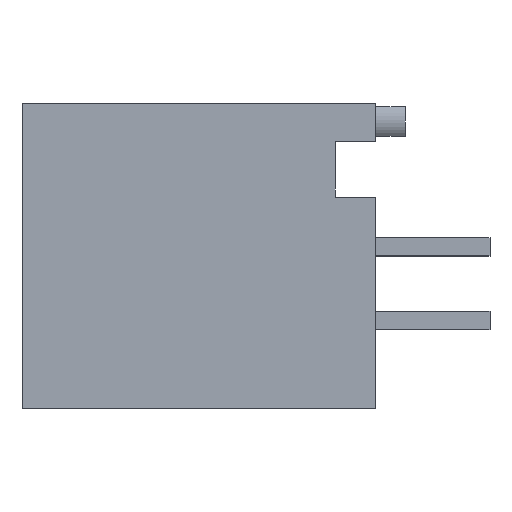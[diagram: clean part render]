
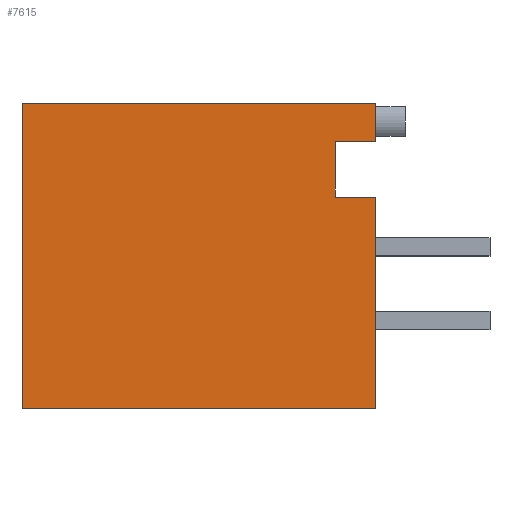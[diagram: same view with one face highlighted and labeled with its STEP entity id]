
A CAD part, left-side view. The second image highlights one B-rep face of the part: STEP entity #7615.
In plain terms, the highlighted planar face has unit normal (-1, 0, 0).
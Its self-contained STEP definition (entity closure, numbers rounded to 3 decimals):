
#165 = AXIS2_PLACEMENT_3D ( 'NONE', #2409, #2410, #799 ) ;
#799 = DIRECTION ( 'NONE',  ( 0., 0., -1. ) ) ;
#1446 = FACE_OUTER_BOUND ( 'NONE', #3995, .T. ) ;
#1659 = VERTEX_POINT ( 'NONE', #7890 ) ;
#1660 = VERTEX_POINT ( 'NONE', #7885 ) ;
#2408 = PLANE ( 'NONE',  #165 ) ;
#2409 = CARTESIAN_POINT ( 'NONE',  ( -10., 9.6, 4.15 ) ) ;
#2410 = DIRECTION ( 'NONE',  ( 1., 0., 0. ) ) ;
#3134 = CARTESIAN_POINT ( 'NONE',  ( -10., 9.6, -4.15 ) ) ;
#3135 = DIRECTION ( 'NONE',  ( 0., 1., 0. ) ) ;
#3138 = CARTESIAN_POINT ( 'NONE',  ( -10., 1.1, 3.1 ) ) ;
#3139 = DIRECTION ( 'NONE',  ( 0., 0., -1. ) ) ;
#3329 = CARTESIAN_POINT ( 'NONE',  ( -10., 1.1, 1.6 ) ) ;
#3353 = CARTESIAN_POINT ( 'NONE',  ( -10., 0., -4.15 ) ) ;
#3371 = CARTESIAN_POINT ( 'NONE',  ( -10., 0., 1.6 ) ) ;
#3428 = CARTESIAN_POINT ( 'NONE',  ( -10., 0., 1.6 ) ) ;
#3429 = DIRECTION ( 'NONE',  ( 0., -1., 0. ) ) ;
#3879 = VECTOR ( 'NONE', #5358, 1000. ) ;
#3995 = EDGE_LOOP ( 'NONE', ( #8668, #8665, #8666, #8663, #8664, #8661, #8662, #8659 ) ) ;
#5190 = LINE ( 'NONE', #3428, #5191 ) ;
#5191 = VECTOR ( 'NONE', #3429, 1000. ) ;
#5351 = CARTESIAN_POINT ( 'NONE',  ( -10., 0., 3.1 ) ) ;
#5352 = DIRECTION ( 'NONE',  ( 0., 1., 0. ) ) ;
#5357 = CARTESIAN_POINT ( 'NONE',  ( -10., 9.6, 4.15 ) ) ;
#5358 = DIRECTION ( 'NONE',  ( 0., -1., 0. ) ) ;
#5442 = EDGE_CURVE ( 'NONE', #8885, #8960, #6292, .T. ) ;
#5477 = EDGE_CURVE ( 'NONE', #7748, #8885, #6362, .T. ) ;
#5479 = EDGE_CURVE ( 'NONE', #8931, #7722, #6366, .T. ) ;
#5482 = EDGE_CURVE ( 'NONE', #1659, #8931, #6372, .T. ) ;
#5485 = EDGE_CURVE ( 'NONE', #8960, #1660, #6378, .T. ) ;
#6292 = LINE ( 'NONE', #9366, #6293 ) ;
#6293 = VECTOR ( 'NONE', #9367, 1000. ) ;
#6362 = LINE ( 'NONE', #3134, #6363 ) ;
#6363 = VECTOR ( 'NONE', #3135, 1000. ) ;
#6366 = LINE ( 'NONE', #3138, #6367 ) ;
#6367 = VECTOR ( 'NONE', #3139, 1000. ) ;
#6372 = LINE ( 'NONE', #5351, #6373 ) ;
#6373 = VECTOR ( 'NONE', #5352, 1000. ) ;
#6378 = LINE ( 'NONE', #5357, #3879 ) ;
#6419 = LINE ( 'NONE', #8542, #6420 ) ;
#6420 = VECTOR ( 'NONE', #8543, 1000. ) ;
#6510 = LINE ( 'NONE', #8033, #6512 ) ;
#6512 = VECTOR ( 'NONE', #8034, 1000. ) ;
#7615 = ADVANCED_FACE ( 'NONE', ( #1446 ), #2408, .F. ) ;
#7722 = VERTEX_POINT ( 'NONE', #3329 ) ;
#7748 = VERTEX_POINT ( 'NONE', #3353 ) ;
#7772 = VERTEX_POINT ( 'NONE', #3371 ) ;
#7885 = CARTESIAN_POINT ( 'NONE',  ( -10., 0., 4.15 ) ) ;
#7890 = CARTESIAN_POINT ( 'NONE',  ( -10., 0., 3.1 ) ) ;
#8033 = CARTESIAN_POINT ( 'NONE',  ( -10., 0., 4.15 ) ) ;
#8034 = DIRECTION ( 'NONE',  ( 0., 0., -1. ) ) ;
#8400 = CARTESIAN_POINT ( 'NONE',  ( -10., 9.6, -4.15 ) ) ;
#8446 = CARTESIAN_POINT ( 'NONE',  ( -10., 1.1, 3.1 ) ) ;
#8475 = CARTESIAN_POINT ( 'NONE',  ( -10., 9.6, 4.15 ) ) ;
#8542 = CARTESIAN_POINT ( 'NONE',  ( -10., 0., 1.6 ) ) ;
#8543 = DIRECTION ( 'NONE',  ( 0., 0., -1. ) ) ;
#8659 = ORIENTED_EDGE ( 'NONE', *, *, #9223, .F. ) ;
#8661 = ORIENTED_EDGE ( 'NONE', *, *, #5479, .F. ) ;
#8662 = ORIENTED_EDGE ( 'NONE', *, *, #5482, .F. ) ;
#8663 = ORIENTED_EDGE ( 'NONE', *, *, #9176, .F. ) ;
#8664 = ORIENTED_EDGE ( 'NONE', *, *, #8744, .F. ) ;
#8665 = ORIENTED_EDGE ( 'NONE', *, *, #5442, .F. ) ;
#8666 = ORIENTED_EDGE ( 'NONE', *, *, #5477, .F. ) ;
#8668 = ORIENTED_EDGE ( 'NONE', *, *, #5485, .F. ) ;
#8744 = EDGE_CURVE ( 'NONE', #7722, #7772, #5190, .T. ) ;
#8885 = VERTEX_POINT ( 'NONE', #8400 ) ;
#8931 = VERTEX_POINT ( 'NONE', #8446 ) ;
#8960 = VERTEX_POINT ( 'NONE', #8475 ) ;
#9176 = EDGE_CURVE ( 'NONE', #7772, #7748, #6419, .T. ) ;
#9223 = EDGE_CURVE ( 'NONE', #1660, #1659, #6510, .T. ) ;
#9366 = CARTESIAN_POINT ( 'NONE',  ( -10., 9.6, 4.15 ) ) ;
#9367 = DIRECTION ( 'NONE',  ( 0., 0., 1. ) ) ;
